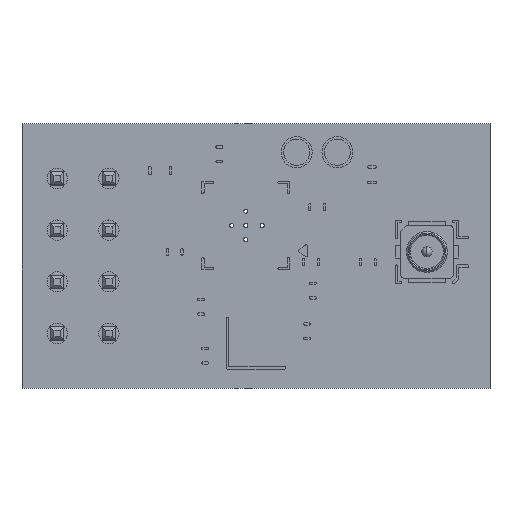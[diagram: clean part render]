
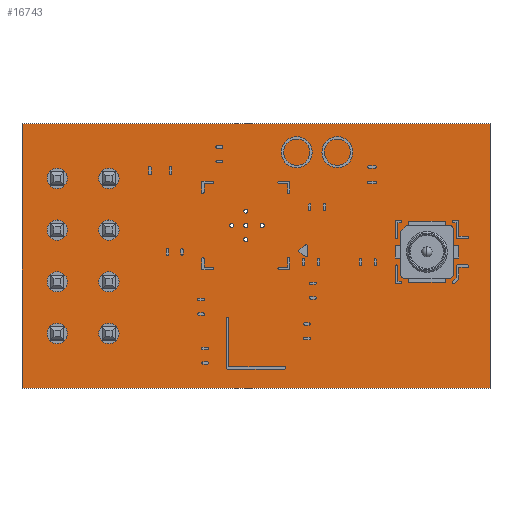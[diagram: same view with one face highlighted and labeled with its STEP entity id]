
A CAD part, top view. The second image highlights one B-rep face of the part: STEP entity #16743.
In plain terms, the highlighted planar face has unit normal (0, 0, 1).
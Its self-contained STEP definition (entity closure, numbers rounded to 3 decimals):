
#16488 = VERTEX_POINT('',#16489);
#16489 = CARTESIAN_POINT('',(11.5,-6.5,1.475));
#16495 = EDGE_CURVE('',#16488,#16496,#16498,.T.);
#16496 = VERTEX_POINT('',#16497);
#16497 = CARTESIAN_POINT('',(-11.5,-6.5,1.475));
#16498 = LINE('',#16499,#16500);
#16499 = CARTESIAN_POINT('',(11.5,-6.5,1.475));
#16500 = VECTOR('',#16501,1.);
#16501 = DIRECTION('',(-1.,0.,0.));
#16528 = VERTEX_POINT('',#16529);
#16529 = CARTESIAN_POINT('',(11.5,6.5,1.475));
#16535 = EDGE_CURVE('',#16528,#16488,#16536,.T.);
#16536 = LINE('',#16537,#16538);
#16537 = CARTESIAN_POINT('',(11.5,6.5,1.475));
#16538 = VECTOR('',#16539,1.);
#16539 = DIRECTION('',(0.,-1.,0.));
#16557 = EDGE_CURVE('',#16496,#16558,#16560,.T.);
#16558 = VERTEX_POINT('',#16559);
#16559 = CARTESIAN_POINT('',(-11.5,6.5,1.475));
#16560 = LINE('',#16561,#16562);
#16561 = CARTESIAN_POINT('',(-11.5,-6.5,1.475));
#16562 = VECTOR('',#16563,1.);
#16563 = DIRECTION('',(0.,1.,0.));
#16743 = ADVANCED_FACE('',(#16744,#16755,#16766,#16777,#16788,#16799,
    #16810,#16821,#16832,#16843,#16854,#16865,#16876,#16887),#16898,.T.
  );
#16744 = FACE_BOUND('',#16745,.T.);
#16745 = EDGE_LOOP('',(#16746,#16747,#16748,#16754));
#16746 = ORIENTED_EDGE('',*,*,#16495,.F.);
#16747 = ORIENTED_EDGE('',*,*,#16535,.F.);
#16748 = ORIENTED_EDGE('',*,*,#16749,.F.);
#16749 = EDGE_CURVE('',#16558,#16528,#16750,.T.);
#16750 = LINE('',#16751,#16752);
#16751 = CARTESIAN_POINT('',(-11.5,6.5,1.475));
#16752 = VECTOR('',#16753,1.);
#16753 = DIRECTION('',(1.,0.,0.));
#16754 = ORIENTED_EDGE('',*,*,#16557,.F.);
#16755 = FACE_BOUND('',#16756,.T.);
#16756 = EDGE_LOOP('',(#16757));
#16757 = ORIENTED_EDGE('',*,*,#16758,.T.);
#16758 = EDGE_CURVE('',#16759,#16759,#16761,.T.);
#16759 = VERTEX_POINT('',#16760);
#16760 = CARTESIAN_POINT('',(-9.77,-4.31,1.475));
#16761 = CIRCLE('',#16762,0.5);
#16762 = AXIS2_PLACEMENT_3D('',#16763,#16764,#16765);
#16763 = CARTESIAN_POINT('',(-9.77,-3.81,1.475));
#16764 = DIRECTION('',(-0.,0.,-1.));
#16765 = DIRECTION('',(-0.,-1.,0.));
#16766 = FACE_BOUND('',#16767,.T.);
#16767 = EDGE_LOOP('',(#16768));
#16768 = ORIENTED_EDGE('',*,*,#16769,.T.);
#16769 = EDGE_CURVE('',#16770,#16770,#16772,.T.);
#16770 = VERTEX_POINT('',#16771);
#16771 = CARTESIAN_POINT('',(-7.23,-4.31,1.475));
#16772 = CIRCLE('',#16773,0.5);
#16773 = AXIS2_PLACEMENT_3D('',#16774,#16775,#16776);
#16774 = CARTESIAN_POINT('',(-7.23,-3.81,1.475));
#16775 = DIRECTION('',(-0.,0.,-1.));
#16776 = DIRECTION('',(-0.,-1.,0.));
#16777 = FACE_BOUND('',#16778,.T.);
#16778 = EDGE_LOOP('',(#16779));
#16779 = ORIENTED_EDGE('',*,*,#16780,.T.);
#16780 = EDGE_CURVE('',#16781,#16781,#16783,.T.);
#16781 = VERTEX_POINT('',#16782);
#16782 = CARTESIAN_POINT('',(-9.77,-1.77,1.475));
#16783 = CIRCLE('',#16784,0.5);
#16784 = AXIS2_PLACEMENT_3D('',#16785,#16786,#16787);
#16785 = CARTESIAN_POINT('',(-9.77,-1.27,1.475));
#16786 = DIRECTION('',(-0.,0.,-1.));
#16787 = DIRECTION('',(-0.,-1.,0.));
#16788 = FACE_BOUND('',#16789,.T.);
#16789 = EDGE_LOOP('',(#16790));
#16790 = ORIENTED_EDGE('',*,*,#16791,.T.);
#16791 = EDGE_CURVE('',#16792,#16792,#16794,.T.);
#16792 = VERTEX_POINT('',#16793);
#16793 = CARTESIAN_POINT('',(-7.23,-1.77,1.475));
#16794 = CIRCLE('',#16795,0.5);
#16795 = AXIS2_PLACEMENT_3D('',#16796,#16797,#16798);
#16796 = CARTESIAN_POINT('',(-7.23,-1.27,1.475));
#16797 = DIRECTION('',(-0.,0.,-1.));
#16798 = DIRECTION('',(-0.,-1.,0.));
#16799 = FACE_BOUND('',#16800,.T.);
#16800 = EDGE_LOOP('',(#16801));
#16801 = ORIENTED_EDGE('',*,*,#16802,.T.);
#16802 = EDGE_CURVE('',#16803,#16803,#16805,.T.);
#16803 = VERTEX_POINT('',#16804);
#16804 = CARTESIAN_POINT('',(-9.77,0.77,1.475));
#16805 = CIRCLE('',#16806,0.5);
#16806 = AXIS2_PLACEMENT_3D('',#16807,#16808,#16809);
#16807 = CARTESIAN_POINT('',(-9.77,1.27,1.475));
#16808 = DIRECTION('',(-0.,0.,-1.));
#16809 = DIRECTION('',(-0.,-1.,0.));
#16810 = FACE_BOUND('',#16811,.T.);
#16811 = EDGE_LOOP('',(#16812));
#16812 = ORIENTED_EDGE('',*,*,#16813,.T.);
#16813 = EDGE_CURVE('',#16814,#16814,#16816,.T.);
#16814 = VERTEX_POINT('',#16815);
#16815 = CARTESIAN_POINT('',(-7.23,0.77,1.475));
#16816 = CIRCLE('',#16817,0.5);
#16817 = AXIS2_PLACEMENT_3D('',#16818,#16819,#16820);
#16818 = CARTESIAN_POINT('',(-7.23,1.27,1.475));
#16819 = DIRECTION('',(-0.,0.,-1.));
#16820 = DIRECTION('',(-0.,-1.,0.));
#16821 = FACE_BOUND('',#16822,.T.);
#16822 = EDGE_LOOP('',(#16823));
#16823 = ORIENTED_EDGE('',*,*,#16824,.T.);
#16824 = EDGE_CURVE('',#16825,#16825,#16827,.T.);
#16825 = VERTEX_POINT('',#16826);
#16826 = CARTESIAN_POINT('',(-9.77,3.31,1.475));
#16827 = CIRCLE('',#16828,0.5);
#16828 = AXIS2_PLACEMENT_3D('',#16829,#16830,#16831);
#16829 = CARTESIAN_POINT('',(-9.77,3.81,1.475));
#16830 = DIRECTION('',(-0.,0.,-1.));
#16831 = DIRECTION('',(-0.,-1.,0.));
#16832 = FACE_BOUND('',#16833,.T.);
#16833 = EDGE_LOOP('',(#16834));
#16834 = ORIENTED_EDGE('',*,*,#16835,.T.);
#16835 = EDGE_CURVE('',#16836,#16836,#16838,.T.);
#16836 = VERTEX_POINT('',#16837);
#16837 = CARTESIAN_POINT('',(-7.23,3.31,1.475));
#16838 = CIRCLE('',#16839,0.5);
#16839 = AXIS2_PLACEMENT_3D('',#16840,#16841,#16842);
#16840 = CARTESIAN_POINT('',(-7.23,3.81,1.475));
#16841 = DIRECTION('',(-0.,0.,-1.));
#16842 = DIRECTION('',(-0.,-1.,0.));
#16843 = FACE_BOUND('',#16844,.T.);
#16844 = EDGE_LOOP('',(#16845));
#16845 = ORIENTED_EDGE('',*,*,#16846,.T.);
#16846 = EDGE_CURVE('',#16847,#16847,#16849,.T.);
#16847 = VERTEX_POINT('',#16848);
#16848 = CARTESIAN_POINT('',(-0.5,0.7,1.475));
#16849 = CIRCLE('',#16850,0.1);
#16850 = AXIS2_PLACEMENT_3D('',#16851,#16852,#16853);
#16851 = CARTESIAN_POINT('',(-0.5,0.8,1.475));
#16852 = DIRECTION('',(-0.,0.,-1.));
#16853 = DIRECTION('',(-0.,-1.,0.));
#16854 = FACE_BOUND('',#16855,.T.);
#16855 = EDGE_LOOP('',(#16856));
#16856 = ORIENTED_EDGE('',*,*,#16857,.T.);
#16857 = EDGE_CURVE('',#16858,#16858,#16860,.T.);
#16858 = VERTEX_POINT('',#16859);
#16859 = CARTESIAN_POINT('',(-1.2,1.4,1.475));
#16860 = CIRCLE('',#16861,0.1);
#16861 = AXIS2_PLACEMENT_3D('',#16862,#16863,#16864);
#16862 = CARTESIAN_POINT('',(-1.2,1.5,1.475));
#16863 = DIRECTION('',(-0.,0.,-1.));
#16864 = DIRECTION('',(0.,-1.,-0.));
#16865 = FACE_BOUND('',#16866,.T.);
#16866 = EDGE_LOOP('',(#16867));
#16867 = ORIENTED_EDGE('',*,*,#16868,.T.);
#16868 = EDGE_CURVE('',#16869,#16869,#16871,.T.);
#16869 = VERTEX_POINT('',#16870);
#16870 = CARTESIAN_POINT('',(-0.5,1.4,1.475));
#16871 = CIRCLE('',#16872,0.1);
#16872 = AXIS2_PLACEMENT_3D('',#16873,#16874,#16875);
#16873 = CARTESIAN_POINT('',(-0.5,1.5,1.475));
#16874 = DIRECTION('',(-0.,0.,-1.));
#16875 = DIRECTION('',(-0.,-1.,0.));
#16876 = FACE_BOUND('',#16877,.T.);
#16877 = EDGE_LOOP('',(#16878));
#16878 = ORIENTED_EDGE('',*,*,#16879,.T.);
#16879 = EDGE_CURVE('',#16880,#16880,#16882,.T.);
#16880 = VERTEX_POINT('',#16881);
#16881 = CARTESIAN_POINT('',(0.3,1.4,1.475));
#16882 = CIRCLE('',#16883,0.1);
#16883 = AXIS2_PLACEMENT_3D('',#16884,#16885,#16886);
#16884 = CARTESIAN_POINT('',(0.3,1.5,1.475));
#16885 = DIRECTION('',(-0.,0.,-1.));
#16886 = DIRECTION('',(0.,-1.,0.));
#16887 = FACE_BOUND('',#16888,.T.);
#16888 = EDGE_LOOP('',(#16889));
#16889 = ORIENTED_EDGE('',*,*,#16890,.T.);
#16890 = EDGE_CURVE('',#16891,#16891,#16893,.T.);
#16891 = VERTEX_POINT('',#16892);
#16892 = CARTESIAN_POINT('',(-0.5,2.1,1.475));
#16893 = CIRCLE('',#16894,0.1);
#16894 = AXIS2_PLACEMENT_3D('',#16895,#16896,#16897);
#16895 = CARTESIAN_POINT('',(-0.5,2.2,1.475));
#16896 = DIRECTION('',(-0.,0.,-1.));
#16897 = DIRECTION('',(-0.,-1.,0.));
#16898 = PLANE('',#16899);
#16899 = AXIS2_PLACEMENT_3D('',#16900,#16901,#16902);
#16900 = CARTESIAN_POINT('',(0.,0.,1.475));
#16901 = DIRECTION('',(0.,0.,1.));
#16902 = DIRECTION('',(1.,0.,-0.));
